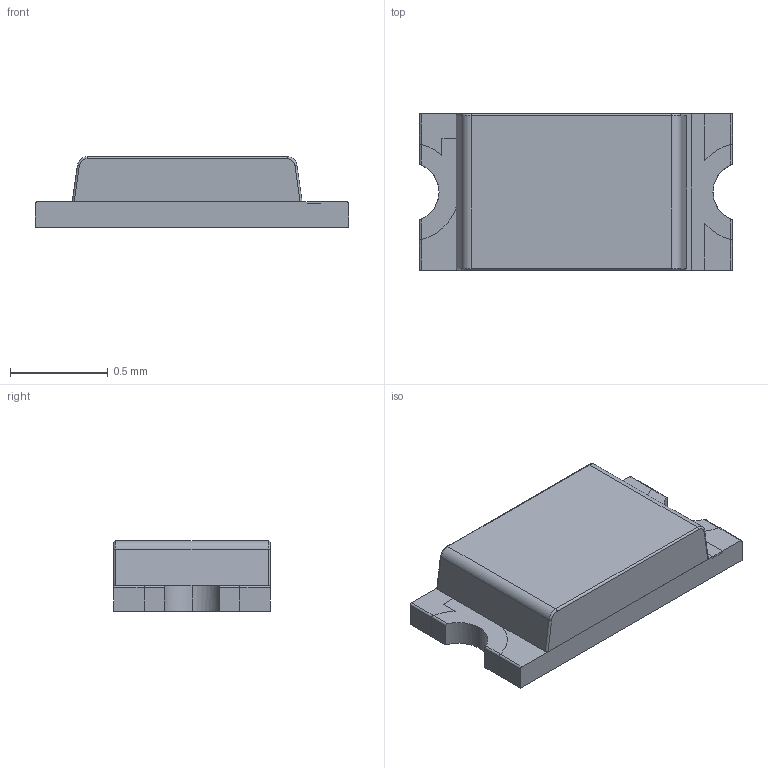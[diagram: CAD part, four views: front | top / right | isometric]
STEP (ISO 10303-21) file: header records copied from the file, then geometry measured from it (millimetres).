
FILE_DESCRIPTION (( 'STEP AP214' ), '1' );
FILE_NAME ('SML-E12V8WT86.STEP', '2023-03-21T00:16:49', ( '' ), ( '' ), 'SwSTEP 2.0', 'SolidWorks 2013', '' );
FILE_SCHEMA (( 'AUTOMOTIVE_DESIGN' ));
Length unit declared in the file: inch
Products named in the file (1): SML-E12V8WT86
Bounding box: 1.6 x 0.8 x 0.36 mm (x, y, z)
Volume: 0.4 mm3; surface area: 7.8 mm2
Topology: 7 solids, 8 shells, 111 faces, 286 edges, 187 vertices
Faces by surface type: plane 79, cylinder 25, torus 6, bspline 1
Entity records: 5111 total; most frequent: CARTESIAN_POINT 836, ORIENTED_EDGE 566, DIRECTION 545, EDGE_CURVE 283, LINE 207, VECTOR 207, VERTEX_POINT 189, AXIS2_PLACEMENT_3D 169
